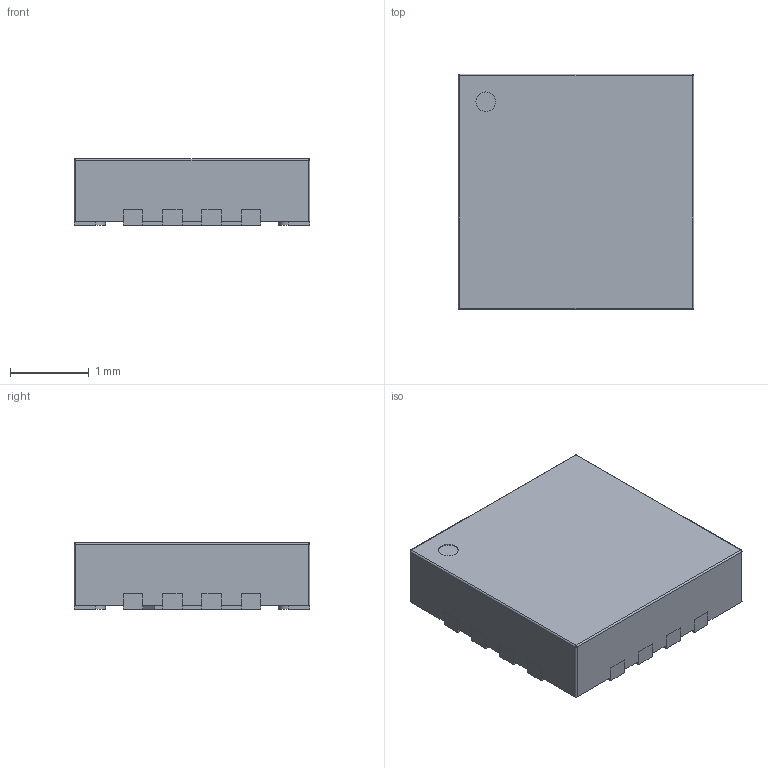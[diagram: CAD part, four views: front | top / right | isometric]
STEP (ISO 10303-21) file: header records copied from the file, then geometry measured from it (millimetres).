
FILE_DESCRIPTION(/* description */ (''),/* implementation_level */ '2;1');
FILE_NAME(/* name */ 'LTC - QFN-16 UD.step',/* time_stamp */ '2020-02-19T22:09:39+02:00',/* author */ (''),/* organization */ (''),/* preprocessor_version */ 'ST-DEVELOPER v18',/* originating_system */ 'Autodesk Translation Framework v8.12.0.6',/* authorisation */ '');
FILE_SCHEMA (('AUTOMOTIVE_DESIGN { 1 0 10303 214 3 1 1 }'));
Length unit declared in the file: millimetre
Products named in the file (1): LTC - QFN-16 UD
Bounding box: 3 x 3 x 0.85 mm (x, y, z)
Volume: 7.4 mm3; surface area: 28.7 mm2
Topology: 1 solids, 1 shells, 106 faces, 294 edges, 192 vertices
Faces by surface type: plane 77, cylinder 25, sphere 4
Full cylindrical faces by diameter (mm): 0.25 x1
Entity records: 3493 total; most frequent: CARTESIAN_POINT 593, ORIENTED_EDGE 588, DIRECTION 558, EDGE_CURVE 294, LINE 244, VECTOR 244, VERTEX_POINT 192, AXIS2_PLACEMENT_3D 157
